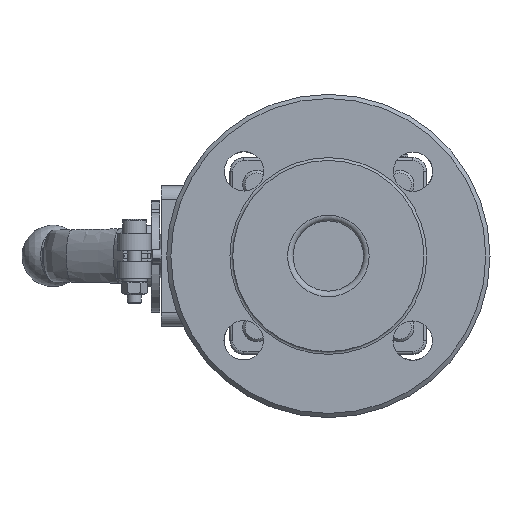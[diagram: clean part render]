
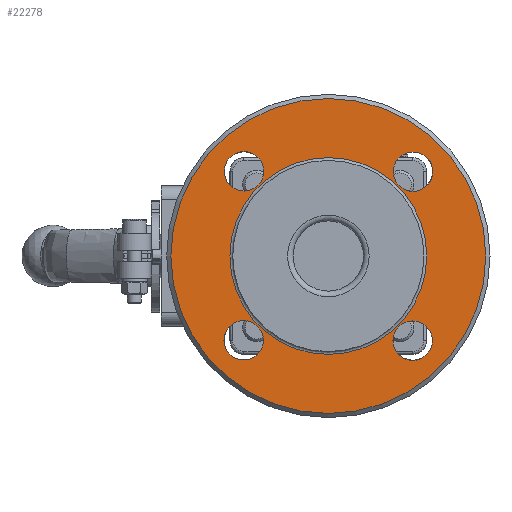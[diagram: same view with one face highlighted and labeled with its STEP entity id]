
A CAD part, left-side view. The second image highlights one B-rep face of the part: STEP entity #22278.
In plain terms, the highlighted planar face has unit normal (-1, 0, 0).
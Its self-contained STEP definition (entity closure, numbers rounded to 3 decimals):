
#635=FACE_BOUND('',#6873,.T.);
#636=FACE_BOUND('',#6874,.T.);
#637=FACE_BOUND('',#6875,.T.);
#638=FACE_BOUND('',#6876,.T.);
#639=FACE_BOUND('',#6877,.T.);
#4448=CIRCLE('',#23845,35.);
#4450=CIRCLE('',#23849,56.);
#4451=CIRCLE('',#23850,7.);
#4452=CIRCLE('',#23851,7.);
#4453=CIRCLE('',#23852,7.);
#4454=CIRCLE('',#23853,7.);
#5558=FACE_OUTER_BOUND('',#6872,.T.);
#6872=EDGE_LOOP('',(#17549));
#6873=EDGE_LOOP('',(#17550));
#6874=EDGE_LOOP('',(#17551));
#6875=EDGE_LOOP('',(#17552));
#6876=EDGE_LOOP('',(#17553));
#6877=EDGE_LOOP('',(#17554));
#9544=VERTEX_POINT('',#39784);
#9545=VERTEX_POINT('',#39791);
#9546=VERTEX_POINT('',#39793);
#9547=VERTEX_POINT('',#39795);
#9548=VERTEX_POINT('',#39797);
#9549=VERTEX_POINT('',#39799);
#12319=EDGE_CURVE('',#9544,#9544,#4448,.T.);
#12322=EDGE_CURVE('',#9545,#9545,#4450,.T.);
#12323=EDGE_CURVE('',#9546,#9546,#4451,.T.);
#12324=EDGE_CURVE('',#9547,#9547,#4452,.T.);
#12325=EDGE_CURVE('',#9548,#9548,#4453,.T.);
#12326=EDGE_CURVE('',#9549,#9549,#4454,.T.);
#17549=ORIENTED_EDGE('',*,*,#12322,.F.);
#17550=ORIENTED_EDGE('',*,*,#12323,.T.);
#17551=ORIENTED_EDGE('',*,*,#12324,.T.);
#17552=ORIENTED_EDGE('',*,*,#12325,.T.);
#17553=ORIENTED_EDGE('',*,*,#12326,.T.);
#17554=ORIENTED_EDGE('',*,*,#12319,.F.);
#20103=PLANE('',#23848);
#22278=ADVANCED_FACE('',(#5558,#635,#636,#637,#638,#639),#20103,.T.);
#23845=AXIS2_PLACEMENT_3D('',#39786,#27586,#27587);
#23848=AXIS2_PLACEMENT_3D('',#39790,#27593,#27594);
#23849=AXIS2_PLACEMENT_3D('',#39792,#27595,#27596);
#23850=AXIS2_PLACEMENT_3D('',#39794,#27597,#27598);
#23851=AXIS2_PLACEMENT_3D('',#39796,#27599,#27600);
#23852=AXIS2_PLACEMENT_3D('',#39798,#27601,#27602);
#23853=AXIS2_PLACEMENT_3D('',#39800,#27603,#27604);
#27586=DIRECTION('center_axis',(-1.,0.,0.));
#27587=DIRECTION('ref_axis',(0.,-1.,0.));
#27593=DIRECTION('center_axis',(-1.,0.,0.));
#27594=DIRECTION('ref_axis',(0.,0.,1.));
#27595=DIRECTION('center_axis',(1.,0.,0.));
#27596=DIRECTION('ref_axis',(0.,1.,0.));
#27597=DIRECTION('center_axis',(1.,0.,0.));
#27598=DIRECTION('ref_axis',(0.,0.,-1.));
#27599=DIRECTION('center_axis',(1.,0.,0.));
#27600=DIRECTION('ref_axis',(0.,0.,-1.));
#27601=DIRECTION('center_axis',(1.,0.,0.));
#27602=DIRECTION('ref_axis',(0.,0.,-1.));
#27603=DIRECTION('center_axis',(1.,0.,0.));
#27604=DIRECTION('ref_axis',(0.,0.,-1.));
#39784=CARTESIAN_POINT('',(2.,0.,35.));
#39786=CARTESIAN_POINT('Origin',(2.,0.,0.));
#39790=CARTESIAN_POINT('Origin',(2.,45.,0.));
#39791=CARTESIAN_POINT('',(2.,-56.,0.));
#39792=CARTESIAN_POINT('Origin',(2.,0.,0.));
#39793=CARTESIAN_POINT('',(2.,29.986,37.118));
#39794=CARTESIAN_POINT('Origin',(2.,29.986,30.118));
#39795=CARTESIAN_POINT('',(2.,-29.986,-23.118));
#39796=CARTESIAN_POINT('Origin',(2.,-29.986,-30.118));
#39797=CARTESIAN_POINT('',(2.,30.118,-22.986));
#39798=CARTESIAN_POINT('Origin',(2.,30.118,-29.986));
#39799=CARTESIAN_POINT('',(2.,-30.118,36.986));
#39800=CARTESIAN_POINT('Origin',(2.,-30.118,29.986));
